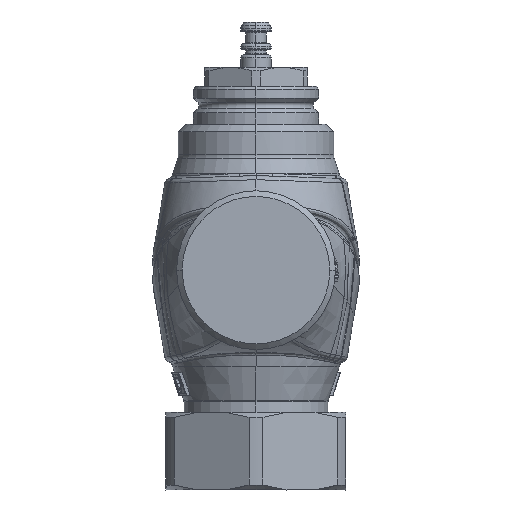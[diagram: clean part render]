
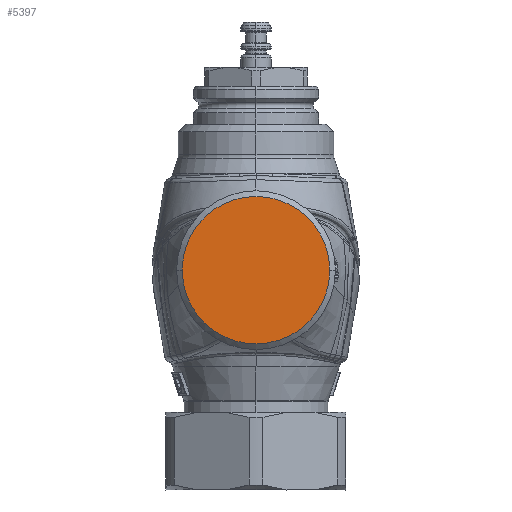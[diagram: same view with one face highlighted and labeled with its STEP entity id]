
A CAD part, left-side view. The second image highlights one B-rep face of the part: STEP entity #5397.
In plain terms, the highlighted planar face has unit normal (-1, 0, 0).
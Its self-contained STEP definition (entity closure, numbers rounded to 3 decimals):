
#5310=CARTESIAN_POINT('Axis2P3D Location',(-50.,0.,0.)) ;
#5316=CARTESIAN_POINT('Control Point',(-50.,0.,19.455)) ;
#5317=CARTESIAN_POINT('Control Point',(-50.,1.667,19.455)) ;
#5318=CARTESIAN_POINT('Control Point',(-50.,3.334,19.276)) ;
#5319=CARTESIAN_POINT('Control Point',(-50.,4.976,18.919)) ;
#5320=CARTESIAN_POINT('Control Point',(-50.,8.422,17.771)) ;
#5321=CARTESIAN_POINT('Control Point',(-50.,11.519,15.86)) ;
#5322=CARTESIAN_POINT('Control Point',(-50.,13.05,14.626)) ;
#5323=CARTESIAN_POINT('Control Point',(-50.,15.77,11.804)) ;
#5324=CARTESIAN_POINT('Control Point',(-50.,17.711,8.399)) ;
#5325=CARTESIAN_POINT('Control Point',(-50.,18.463,6.583)) ;
#5326=CARTESIAN_POINT('Control Point',(-50.,19.128,4.153)) ;
#5327=CARTESIAN_POINT('Control Point',(-50.,19.395,1.666)) ;
#5328=CARTESIAN_POINT('Control Point',(-50.,19.435,1.11)) ;
#5329=CARTESIAN_POINT('Control Point',(-50.,19.455,0.555)) ;
#5330=CARTESIAN_POINT('Control Point',(-50.,19.455,0.)) ;
#5331=CARTESIAN_POINT('Vertex',(-50.,0.,19.455)) ;
#5333=CARTESIAN_POINT('Vertex',(-50.,19.455,0.)) ;
#5337=CARTESIAN_POINT('Control Point',(-50.,19.455,0.)) ;
#5338=CARTESIAN_POINT('Control Point',(-50.,19.455,-1.945)) ;
#5339=CARTESIAN_POINT('Control Point',(-50.,19.212,-3.889)) ;
#5340=CARTESIAN_POINT('Control Point',(-50.,18.726,-5.794)) ;
#5341=CARTESIAN_POINT('Control Point',(-50.,17.288,-9.44)) ;
#5342=CARTESIAN_POINT('Control Point',(-50.,14.998,-12.621)) ;
#5343=CARTESIAN_POINT('Control Point',(-50.,13.659,-14.06)) ;
#5344=CARTESIAN_POINT('Control Point',(-50.,10.649,-16.571)) ;
#5345=CARTESIAN_POINT('Control Point',(-50.,7.114,-18.265)) ;
#5346=CARTESIAN_POINT('Control Point',(-50.,5.25,-18.886)) ;
#5347=CARTESIAN_POINT('Control Point',(-50.,3.053,-19.321)) ;
#5348=CARTESIAN_POINT('Control Point',(-50.,0.833,-19.44)) ;
#5349=CARTESIAN_POINT('Control Point',(-50.,0.555,-19.45)) ;
#5350=CARTESIAN_POINT('Control Point',(-50.,0.278,-19.455)) ;
#5351=CARTESIAN_POINT('Control Point',(-50.,0.,-19.455)) ;
#5352=CARTESIAN_POINT('Vertex',(-50.,0.,-19.455)) ;
#5356=CARTESIAN_POINT('Control Point',(-50.,0.,-19.455)) ;
#5357=CARTESIAN_POINT('Control Point',(-50.,-1.667,-19.455)) ;
#5358=CARTESIAN_POINT('Control Point',(-50.,-3.334,-19.276)) ;
#5359=CARTESIAN_POINT('Control Point',(-50.,-4.976,-18.919)) ;
#5360=CARTESIAN_POINT('Control Point',(-50.,-8.422,-17.771)) ;
#5361=CARTESIAN_POINT('Control Point',(-50.,-11.519,-15.86)) ;
#5362=CARTESIAN_POINT('Control Point',(-50.,-13.05,-14.626)) ;
#5363=CARTESIAN_POINT('Control Point',(-50.,-15.77,-11.804)) ;
#5364=CARTESIAN_POINT('Control Point',(-50.,-17.711,-8.399)) ;
#5365=CARTESIAN_POINT('Control Point',(-50.,-18.463,-6.583)) ;
#5366=CARTESIAN_POINT('Control Point',(-50.,-19.128,-4.153)) ;
#5367=CARTESIAN_POINT('Control Point',(-50.,-19.395,-1.666)) ;
#5368=CARTESIAN_POINT('Control Point',(-50.,-19.435,-1.11)) ;
#5369=CARTESIAN_POINT('Control Point',(-50.,-19.455,-0.555)) ;
#5370=CARTESIAN_POINT('Control Point',(-50.,-19.455,0.)) ;
#5371=CARTESIAN_POINT('Vertex',(-50.,-19.455,0.)) ;
#5375=CARTESIAN_POINT('Control Point',(-50.,-19.455,0.)) ;
#5376=CARTESIAN_POINT('Control Point',(-50.,-19.455,1.945)) ;
#5377=CARTESIAN_POINT('Control Point',(-50.,-19.212,3.889)) ;
#5378=CARTESIAN_POINT('Control Point',(-50.,-18.726,5.794)) ;
#5379=CARTESIAN_POINT('Control Point',(-50.,-17.288,9.44)) ;
#5380=CARTESIAN_POINT('Control Point',(-50.,-14.998,12.621)) ;
#5381=CARTESIAN_POINT('Control Point',(-50.,-13.659,14.06)) ;
#5382=CARTESIAN_POINT('Control Point',(-50.,-10.649,16.571)) ;
#5383=CARTESIAN_POINT('Control Point',(-50.,-7.114,18.265)) ;
#5384=CARTESIAN_POINT('Control Point',(-50.,-5.25,18.886)) ;
#5385=CARTESIAN_POINT('Control Point',(-50.,-3.053,19.321)) ;
#5386=CARTESIAN_POINT('Control Point',(-50.,-0.833,19.44)) ;
#5387=CARTESIAN_POINT('Control Point',(-50.,-0.555,19.45)) ;
#5388=CARTESIAN_POINT('Control Point',(-50.,-0.278,19.455)) ;
#5389=CARTESIAN_POINT('Control Point',(-50.,0.,19.455)) ;
#5311=DIRECTION('Axis2P3D Direction',(1.,0.,0.)) ;
#5312=DIRECTION('Axis2P3D XDirection',(0.,1.,0.)) ;
#5313=AXIS2_PLACEMENT_3D('Plane Axis2P3D',#5310,#5311,#5312) ;
#5314=PLANE('',#5313) ;
#5335=EDGE_CURVE('',#5332,#5334,#5315,.T.) ;
#5354=EDGE_CURVE('',#5334,#5353,#5336,.T.) ;
#5373=EDGE_CURVE('',#5353,#5372,#5355,.T.) ;
#5390=EDGE_CURVE('',#5372,#5332,#5374,.T.) ;
#5392=ORIENTED_EDGE('',*,*,#5335,.T.) ;
#5393=ORIENTED_EDGE('',*,*,#5354,.T.) ;
#5394=ORIENTED_EDGE('',*,*,#5373,.T.) ;
#5395=ORIENTED_EDGE('',*,*,#5390,.T.) ;
#5391=EDGE_LOOP('',(#5392,#5393,#5394,#5395)) ;
#5332=VERTEX_POINT('',#5331) ;
#5334=VERTEX_POINT('',#5333) ;
#5353=VERTEX_POINT('',#5352) ;
#5372=VERTEX_POINT('',#5371) ;
#5397=ADVANCED_FACE('PartBody',(#5396),#5314,.F.) ;
#5315=B_SPLINE_CURVE_WITH_KNOTS('',5,(#5316,#5317,#5318,#5319,#5320,#5321,#5322,#5323,#5324,#5325,#5326,#5327,#5328,#5329,#5330),.UNSPECIFIED.,.F.,.U.,(6,3,3,3,6),(43.218,55.005,68.757,82.508,86.434),.UNSPECIFIED.) ;
#5336=B_SPLINE_CURVE_WITH_KNOTS('',5,(#5337,#5338,#5339,#5340,#5341,#5342,#5343,#5344,#5345,#5346,#5347,#5348,#5349,#5350,#5351),.UNSPECIFIED.,.F.,.U.,(6,3,3,3,6),(0.,13.751,27.503,41.254,43.218),.UNSPECIFIED.) ;
#5355=B_SPLINE_CURVE_WITH_KNOTS('',5,(#5356,#5357,#5358,#5359,#5360,#5361,#5362,#5363,#5364,#5365,#5366,#5367,#5368,#5369,#5370),.UNSPECIFIED.,.F.,.U.,(6,3,3,3,6),(43.218,55.005,68.757,82.508,86.434),.UNSPECIFIED.) ;
#5374=B_SPLINE_CURVE_WITH_KNOTS('',5,(#5375,#5376,#5377,#5378,#5379,#5380,#5381,#5382,#5383,#5384,#5385,#5386,#5387,#5388,#5389),.UNSPECIFIED.,.F.,.U.,(6,3,3,3,6),(0.,13.751,27.503,41.254,43.218),.UNSPECIFIED.) ;
#5396=FACE_OUTER_BOUND('',#5391,.T.) ;
